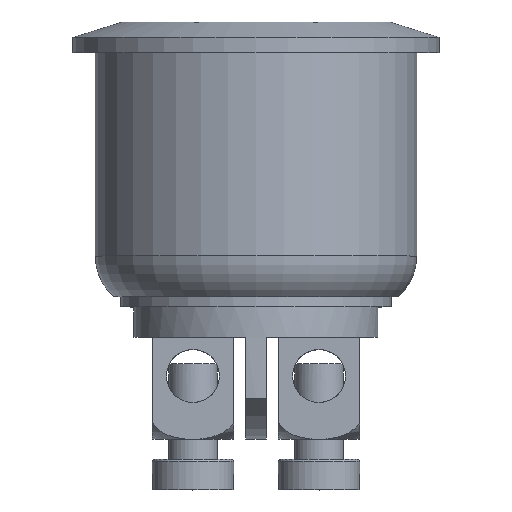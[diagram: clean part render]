
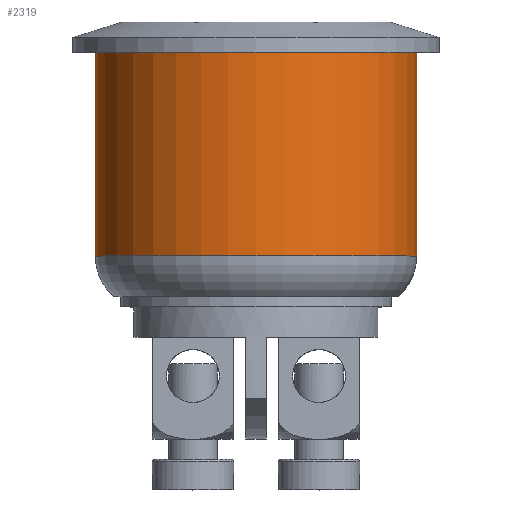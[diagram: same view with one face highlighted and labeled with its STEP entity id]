
A CAD part, top view. The second image highlights one B-rep face of the part: STEP entity #2319.
In plain terms, the highlighted cylindrical face has radius 7.9 mm (diameter 15.8 mm), a full revolution.
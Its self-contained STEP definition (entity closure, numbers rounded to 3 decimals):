
#283=FACE_OUTER_BOUND('',#427,.T.);
#427=EDGE_LOOP('',(#2156,#2157,#2158,#2159,#2160,#2161,#2162));
#633=LINE('',#4279,#836);
#836=VECTOR('',#3181,7.9);
#931=CIRCLE('',#2548,7.9);
#932=CIRCLE('',#2549,7.9);
#933=CIRCLE('',#2551,7.9);
#934=CIRCLE('',#2552,7.9);
#935=CIRCLE('',#2553,7.9);
#1162=VERTEX_POINT('',#4269);
#1163=VERTEX_POINT('',#4270);
#1164=VERTEX_POINT('',#4274);
#1165=VERTEX_POINT('',#4275);
#1166=VERTEX_POINT('',#4277);
#1495=EDGE_CURVE('',#1162,#1163,#931,.T.);
#1496=EDGE_CURVE('',#1163,#1162,#932,.T.);
#1497=EDGE_CURVE('',#1164,#1165,#933,.T.);
#1498=EDGE_CURVE('',#1166,#1164,#934,.T.);
#1499=EDGE_CURVE('',#1166,#1163,#633,.T.);
#1500=EDGE_CURVE('',#1165,#1166,#935,.T.);
#2156=ORIENTED_EDGE('',*,*,#1497,.F.);
#2157=ORIENTED_EDGE('',*,*,#1498,.F.);
#2158=ORIENTED_EDGE('',*,*,#1499,.T.);
#2159=ORIENTED_EDGE('',*,*,#1496,.T.);
#2160=ORIENTED_EDGE('',*,*,#1495,.T.);
#2161=ORIENTED_EDGE('',*,*,#1499,.F.);
#2162=ORIENTED_EDGE('',*,*,#1500,.F.);
#2200=CYLINDRICAL_SURFACE('',#2550,7.9);
#2319=ADVANCED_FACE('',(#283),#2200,.T.);
#2548=AXIS2_PLACEMENT_3D('',#4271,#3171,#3172);
#2549=AXIS2_PLACEMENT_3D('',#4272,#3173,#3174);
#2550=AXIS2_PLACEMENT_3D('',#4273,#3175,#3176);
#2551=AXIS2_PLACEMENT_3D('',#4276,#3177,#3178);
#2552=AXIS2_PLACEMENT_3D('',#4278,#3179,#3180);
#2553=AXIS2_PLACEMENT_3D('',#4280,#3182,#3183);
#3171=DIRECTION('center_axis',(0.,-1.,0.));
#3172=DIRECTION('ref_axis',(1.,0.,0.));
#3173=DIRECTION('center_axis',(0.,-1.,0.));
#3174=DIRECTION('ref_axis',(1.,0.,0.));
#3175=DIRECTION('center_axis',(0.,-1.,0.));
#3176=DIRECTION('ref_axis',(1.,0.,0.));
#3177=DIRECTION('center_axis',(0.,-1.,0.));
#3178=DIRECTION('ref_axis',(1.,0.,0.));
#3179=DIRECTION('center_axis',(0.,-1.,0.));
#3180=DIRECTION('ref_axis',(1.,0.,0.));
#3181=DIRECTION('',(0.,1.,0.));
#3182=DIRECTION('center_axis',(0.,-1.,0.));
#3183=DIRECTION('ref_axis',(1.,0.,0.));
#4269=CARTESIAN_POINT('',(7.9,12.,0.));
#4270=CARTESIAN_POINT('',(-7.9,12.,0.));
#4271=CARTESIAN_POINT('Origin',(0.,12.,0.));
#4272=CARTESIAN_POINT('Origin',(0.,12.,0.));
#4273=CARTESIAN_POINT('Origin',(0.,12.5,0.));
#4274=CARTESIAN_POINT('',(0.,2.,-7.9));
#4275=CARTESIAN_POINT('',(0.,2.,7.9));
#4276=CARTESIAN_POINT('Origin',(0.,2.,0.));
#4277=CARTESIAN_POINT('',(-7.9,2.,0.));
#4278=CARTESIAN_POINT('Origin',(0.,2.,0.));
#4279=CARTESIAN_POINT('',(-7.9,12.5,0.));
#4280=CARTESIAN_POINT('Origin',(0.,2.,0.));
